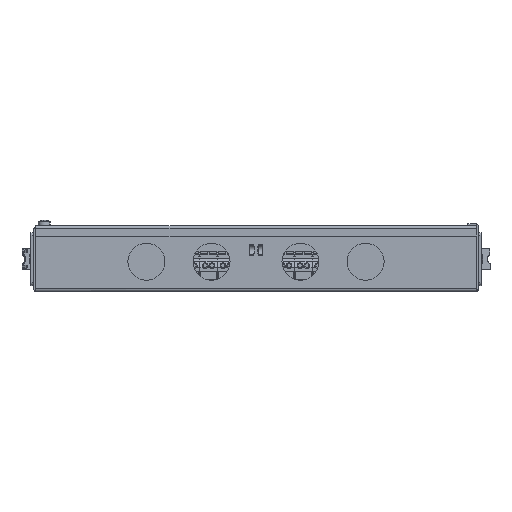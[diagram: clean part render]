
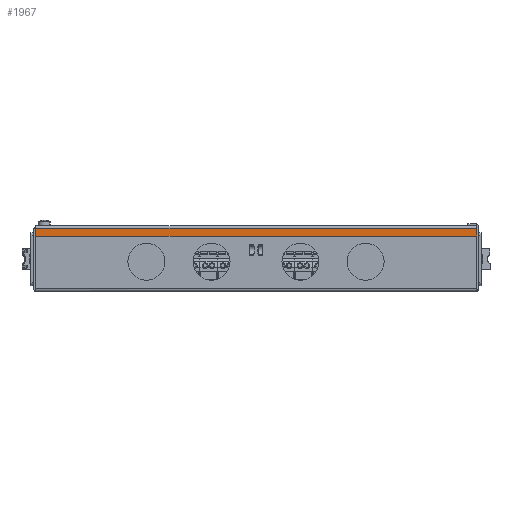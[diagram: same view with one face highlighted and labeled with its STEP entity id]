
A CAD part, top view. The second image highlights one B-rep face of the part: STEP entity #1967.
In plain terms, the highlighted face is planar.
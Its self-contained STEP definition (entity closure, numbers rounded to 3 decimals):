
#602 = DIRECTION ( 'NONE',  ( 0., 0., -1. ) ) ;
#1967 = ADVANCED_FACE ( 'NONE', ( #21905 ), #30221, .F. ) ;
#2219 = LINE ( 'NONE', #10462, #53208 ) ;
#3336 = VERTEX_POINT ( 'NONE', #54731 ) ;
#3729 = VECTOR ( 'NONE', #602, 1000. ) ;
#3981 = EDGE_CURVE ( 'NONE', #33340, #36920, #25400, .T. ) ;
#5228 = CARTESIAN_POINT ( 'NONE',  ( -81.25, -0.6, 149.3 ) ) ;
#5703 = VERTEX_POINT ( 'NONE', #55498 ) ;
#5889 = AXIS2_PLACEMENT_3D ( 'NONE', #25396, #35022, #6339 ) ;
#6339 = DIRECTION ( 'NONE',  ( 0., 1., 0. ) ) ;
#9711 = CARTESIAN_POINT ( 'NONE',  ( -81.25, 0., 149.3 ) ) ;
#10462 = CARTESIAN_POINT ( 'NONE',  ( -81.25, -6., 149.3 ) ) ;
#10484 = ORIENTED_EDGE ( 'NONE', *, *, #32321, .T. ) ;
#12133 = DIRECTION ( 'NONE',  ( 0., 1., 0. ) ) ;
#14523 = DIRECTION ( 'NONE',  ( 0., -1., 0. ) ) ;
#15364 = CARTESIAN_POINT ( 'NONE',  ( -81.25, -0.6, -148.3 ) ) ;
#19577 = EDGE_CURVE ( 'NONE', #5703, #3336, #43994, .T. ) ;
#21905 = FACE_OUTER_BOUND ( 'NONE', #33891, .T. ) ;
#25396 = CARTESIAN_POINT ( 'NONE',  ( -81.25, 0., 149.3 ) ) ;
#25400 = LINE ( 'NONE', #26599, #49340 ) ;
#26599 = CARTESIAN_POINT ( 'NONE',  ( -81.25, -6., -148.3 ) ) ;
#30221 = PLANE ( 'NONE',  #5889 ) ;
#32321 = EDGE_CURVE ( 'NONE', #5703, #36920, #41904, .T. ) ;
#32352 = EDGE_CURVE ( 'NONE', #3336, #33340, #2219, .T. ) ;
#33340 = VERTEX_POINT ( 'NONE', #46496 ) ;
#33891 = EDGE_LOOP ( 'NONE', ( #42648, #10484, #61416, #50220 ) ) ;
#35022 = DIRECTION ( 'NONE',  ( 1., 0., 0. ) ) ;
#36920 = VERTEX_POINT ( 'NONE', #15364 ) ;
#41904 = LINE ( 'NONE', #5228, #3729 ) ;
#42467 = VECTOR ( 'NONE', #14523, 1000. ) ;
#42648 = ORIENTED_EDGE ( 'NONE', *, *, #19577, .F. ) ;
#43994 = LINE ( 'NONE', #9711, #42467 ) ;
#46496 = CARTESIAN_POINT ( 'NONE',  ( -81.25, -6., -148.3 ) ) ;
#49340 = VECTOR ( 'NONE', #12133, 1000. ) ;
#50220 = ORIENTED_EDGE ( 'NONE', *, *, #32352, .F. ) ;
#53208 = VECTOR ( 'NONE', #58172, 1000. ) ;
#54731 = CARTESIAN_POINT ( 'NONE',  ( -81.25, -6., 149.3 ) ) ;
#55498 = CARTESIAN_POINT ( 'NONE',  ( -81.25, -0.6, 149.3 ) ) ;
#58172 = DIRECTION ( 'NONE',  ( 0., 0., -1. ) ) ;
#61416 = ORIENTED_EDGE ( 'NONE', *, *, #3981, .F. ) ;
